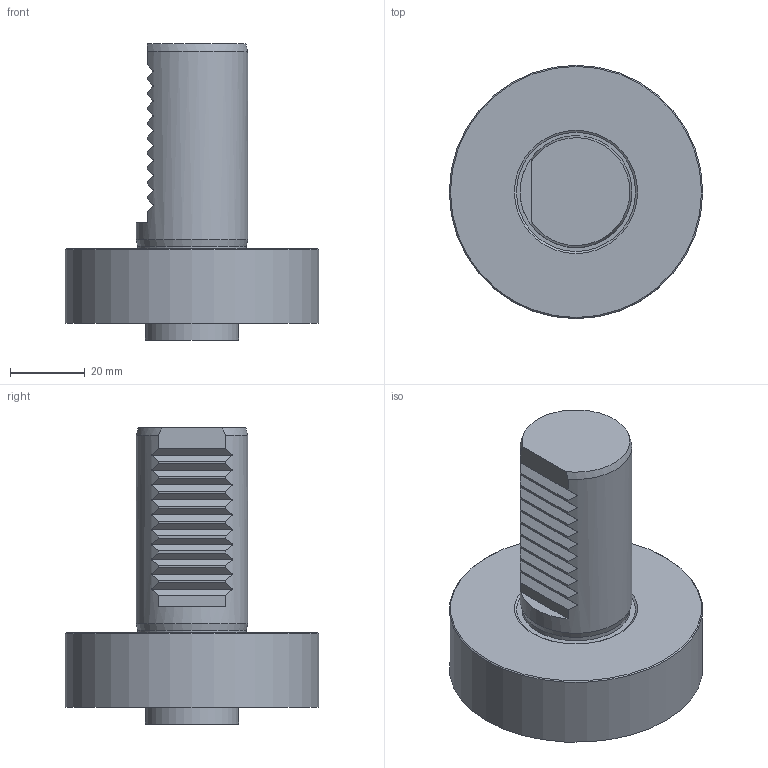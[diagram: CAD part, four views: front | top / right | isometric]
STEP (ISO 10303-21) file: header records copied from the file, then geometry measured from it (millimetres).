
FILE_DESCRIPTION(/* description */ (''),/* implementation_level */ '2;1');
FILE_NAME(/* name */ '10001154740nxv000_00_214.stp',/* time_stamp */ '2023-02-09T09:53:36+01:00',/* author */ (''),/* organization */ (''),/* preprocessor_version */ 'ST-DEVELOPER v18.1',/* originating_system */ 'SIEMENS PLM Software NX 2000',/* authorisation */ '');
FILE_SCHEMA (('AUTOMOTIVE_DESIGN { 1 0 10303 214 3 1 1 1 }'));
Length unit declared in the file: millimetre
Products named in the file (1): 10001154740nxv000_00
Bounding box: 68 x 68 x 79.5 mm (x, y, z)
Volume: 103283.9 mm3; surface area: 37683.5 mm2
Topology: 1 solids, 2 shells, 98 faces, 337 edges, 251 vertices
Faces by surface type: plane 76, cylinder 10, cone 10, torus 2
Full cylindrical faces by diameter (mm): 20.1 x2, 25 x2, 29.1 x2, 30 x2, 68 x2
Entity records: 3961 total; most frequent: CARTESIAN_POINT 897, ORIENTED_EDGE 612, DIRECTION 534, EDGE_CURVE 306, VERTEX_POINT 240, AXIS2_PLACEMENT_3D 213, EDGE_LOOP 126, LINE 108
